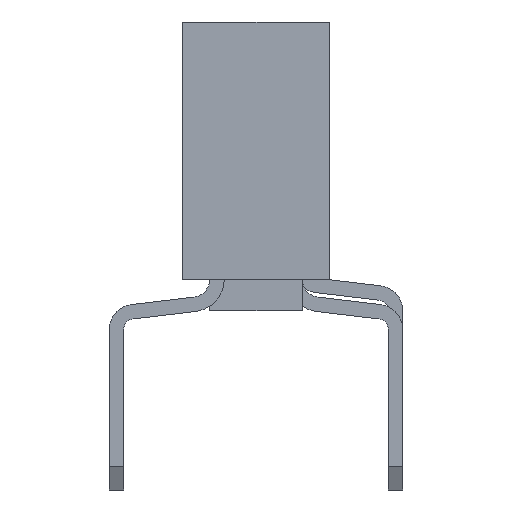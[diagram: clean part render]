
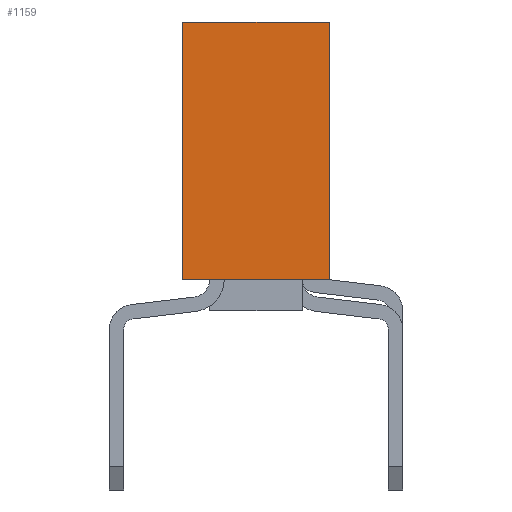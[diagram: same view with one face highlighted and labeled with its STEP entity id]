
A CAD part, left-side view. The second image highlights one B-rep face of the part: STEP entity #1159.
In plain terms, the highlighted planar face has unit normal (-1, 0, 0).
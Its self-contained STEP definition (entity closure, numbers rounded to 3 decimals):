
#1159 = ADVANCED_FACE( '', ( #2449 ), #2450, .T. );
#2449 = FACE_OUTER_BOUND( '', #3869, .T. );
#2450 = PLANE( '', #3870 );
#3869 = EDGE_LOOP( '', ( #7384, #7385, #7386, #7387 ) );
#3870 = AXIS2_PLACEMENT_3D( '', #7388, #7389, #7390 );
#7384 = ORIENTED_EDGE( '', *, *, #9310, .F. );
#7385 = ORIENTED_EDGE( '', *, *, #9178, .F. );
#7386 = ORIENTED_EDGE( '', *, *, #9477, .T. );
#7387 = ORIENTED_EDGE( '', *, *, #8388, .T. );
#7388 = CARTESIAN_POINT( '', ( -25.7, -1.27, -2.225 ) );
#7389 = DIRECTION( '', ( -1., 0., 0. ) );
#7390 = DIRECTION( '', ( 0., 0., 1. ) );
#8388 = EDGE_CURVE( '', #10150, #10148, #10151, .T. );
#9178 = EDGE_CURVE( '', #11310, #11308, #11312, .T. );
#9310 = EDGE_CURVE( '', #11308, #10148, #11479, .T. );
#9477 = EDGE_CURVE( '', #11310, #10150, #11657, .T. );
#10148 = VERTEX_POINT( '', #12598 );
#10150 = VERTEX_POINT( '', #12601 );
#10151 = LINE( '', #12602, #12603 );
#11308 = VERTEX_POINT( '', #14490 );
#11310 = VERTEX_POINT( '', #14493 );
#11312 = LINE( '', #14496, #14497 );
#11479 = LINE( '', #14761, #14762 );
#11657 = LINE( '', #15039, #15040 );
#12598 = CARTESIAN_POINT( '', ( -25.7, 1.27, 2.225 ) );
#12601 = CARTESIAN_POINT( '', ( -25.7, -1.27, 2.225 ) );
#12602 = CARTESIAN_POINT( '', ( -25.7, -1.27, 2.225 ) );
#12603 = VECTOR( '', #15472, 1000. );
#14490 = CARTESIAN_POINT( '', ( -25.7, 1.27, -2.225 ) );
#14493 = CARTESIAN_POINT( '', ( -25.7, -1.27, -2.225 ) );
#14496 = CARTESIAN_POINT( '', ( -25.7, -1.27, -2.225 ) );
#14497 = VECTOR( '', #16163, 1000. );
#14761 = CARTESIAN_POINT( '', ( -25.7, 1.27, -2.225 ) );
#14762 = VECTOR( '', #16261, 1000. );
#15039 = CARTESIAN_POINT( '', ( -25.7, -1.27, -2.225 ) );
#15040 = VECTOR( '', #16358, 1000. );
#15472 = DIRECTION( '', ( 0., 1., 0. ) );
#16163 = DIRECTION( '', ( 0., 1., 0. ) );
#16261 = DIRECTION( '', ( 0., 0., 1. ) );
#16358 = DIRECTION( '', ( 0., 0., 1. ) );
